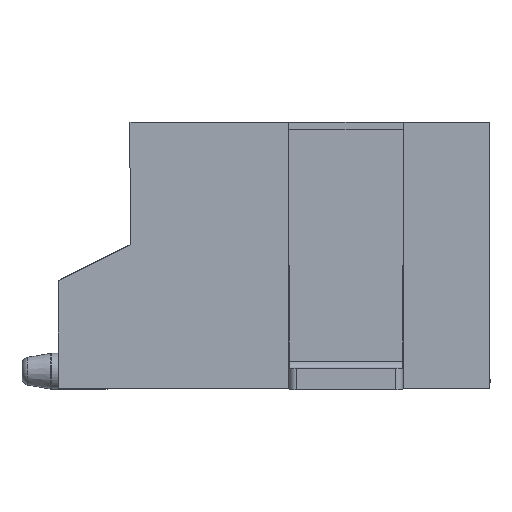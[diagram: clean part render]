
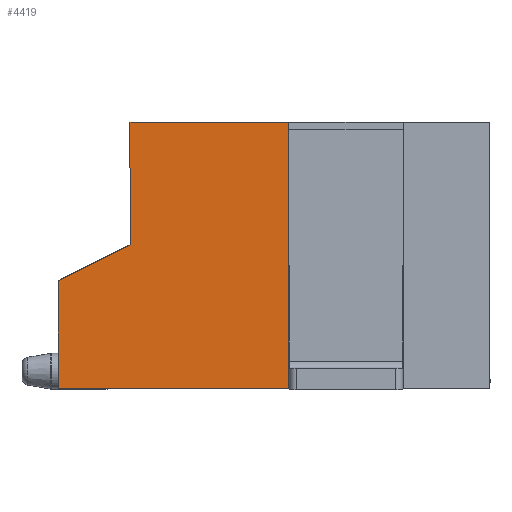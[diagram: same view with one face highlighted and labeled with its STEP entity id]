
A CAD part, left-side view. The second image highlights one B-rep face of the part: STEP entity #4419.
In plain terms, the highlighted planar face has unit normal (-1, 0, 0).
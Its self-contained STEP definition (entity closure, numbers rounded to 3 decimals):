
#1441 = EDGE_CURVE ( 'NONE', #19602, #14546, #19017, .T. ) ;
#2212 = CARTESIAN_POINT ( 'NONE',  ( -3.75, 4., 0.05 ) ) ;
#2383 = VECTOR ( 'NONE', #21046, 1000. ) ;
#2453 = PLANE ( 'NONE',  #16751 ) ;
#3426 = VECTOR ( 'NONE', #10453, 1000. ) ;
#3607 = CARTESIAN_POINT ( 'NONE',  ( -3.75, 4., 0.05 ) ) ;
#3673 = EDGE_CURVE ( 'NONE', #19602, #13391, #9771, .T. ) ;
#4119 = ORIENTED_EDGE ( 'NONE', *, *, #1441, .F. ) ;
#4419 = ADVANCED_FACE ( 'NONE', ( #19424 ), #2453, .F. ) ;
#5570 = DIRECTION ( 'NONE',  ( 0., 0., -1. ) ) ;
#6163 = CARTESIAN_POINT ( 'NONE',  ( -3.75, 3., 3.75 ) ) ;
#6190 = VECTOR ( 'NONE', #5570, 1000. ) ;
#7299 = EDGE_LOOP ( 'NONE', ( #15938, #9286, #21832, #9398, #20725, #4119 ) ) ;
#7372 = EDGE_CURVE ( 'NONE', #15648, #10935, #10722, .T. ) ;
#7648 = DIRECTION ( 'NONE',  ( 0., -0.894, 0.447 ) ) ;
#8979 = CARTESIAN_POINT ( 'NONE',  ( -3.75, -2., 3.75 ) ) ;
#9286 = ORIENTED_EDGE ( 'NONE', *, *, #10926, .T. ) ;
#9398 = ORIENTED_EDGE ( 'NONE', *, *, #19036, .T. ) ;
#9771 = LINE ( 'NONE', #16630, #11634 ) ;
#9806 = DIRECTION ( 'NONE',  ( 0., -1., 0. ) ) ;
#10212 = DIRECTION ( 'NONE',  ( 0., -1., 0. ) ) ;
#10453 = DIRECTION ( 'NONE',  ( 0., 0., 1. ) ) ;
#10722 = LINE ( 'NONE', #11594, #19117 ) ;
#10926 = EDGE_CURVE ( 'NONE', #13391, #10935, #19069, .T. ) ;
#10935 = VERTEX_POINT ( 'NONE', #16128 ) ;
#11594 = CARTESIAN_POINT ( 'NONE',  ( -3.75, -2., 3.75 ) ) ;
#11634 = VECTOR ( 'NONE', #10212, 1000. ) ;
#12918 = DIRECTION ( 'NONE',  ( 0., 0., -1. ) ) ;
#13055 = CARTESIAN_POINT ( 'NONE',  ( -3.75, 3., 2.05 ) ) ;
#13391 = VERTEX_POINT ( 'NONE', #20596 ) ;
#14546 = VERTEX_POINT ( 'NONE', #18808 ) ;
#14607 = LINE ( 'NONE', #13055, #20138 ) ;
#15648 = VERTEX_POINT ( 'NONE', #6163 ) ;
#15787 = CARTESIAN_POINT ( 'NONE',  ( -3.75, 0.8, 0.05 ) ) ;
#15938 = ORIENTED_EDGE ( 'NONE', *, *, #3673, .T. ) ;
#16128 = CARTESIAN_POINT ( 'NONE',  ( -3.75, 0.8, 3.75 ) ) ;
#16630 = CARTESIAN_POINT ( 'NONE',  ( -3.75, -2., 0.05 ) ) ;
#16751 = AXIS2_PLACEMENT_3D ( 'NONE', #8979, #21077, #12918 ) ;
#16768 = VERTEX_POINT ( 'NONE', #20278 ) ;
#17827 = LINE ( 'NONE', #20929, #6190 ) ;
#18808 = CARTESIAN_POINT ( 'NONE',  ( -3.75, 4., 1.55 ) ) ;
#19017 = LINE ( 'NONE', #3607, #3426 ) ;
#19036 = EDGE_CURVE ( 'NONE', #15648, #16768, #17827, .T. ) ;
#19069 = LINE ( 'NONE', #15787, #2383 ) ;
#19117 = VECTOR ( 'NONE', #9806, 1000. ) ;
#19306 = EDGE_CURVE ( 'NONE', #14546, #16768, #14607, .T. ) ;
#19424 = FACE_OUTER_BOUND ( 'NONE', #7299, .T. ) ;
#19602 = VERTEX_POINT ( 'NONE', #2212 ) ;
#20138 = VECTOR ( 'NONE', #7648, 1000. ) ;
#20278 = CARTESIAN_POINT ( 'NONE',  ( -3.75, 3., 2.05 ) ) ;
#20596 = CARTESIAN_POINT ( 'NONE',  ( -3.75, 0.8, 0.05 ) ) ;
#20725 = ORIENTED_EDGE ( 'NONE', *, *, #19306, .F. ) ;
#20929 = CARTESIAN_POINT ( 'NONE',  ( -3.75, 3., 3.75 ) ) ;
#21046 = DIRECTION ( 'NONE',  ( 0., 0., 1. ) ) ;
#21077 = DIRECTION ( 'NONE',  ( 1., 0., 0. ) ) ;
#21832 = ORIENTED_EDGE ( 'NONE', *, *, #7372, .F. ) ;
